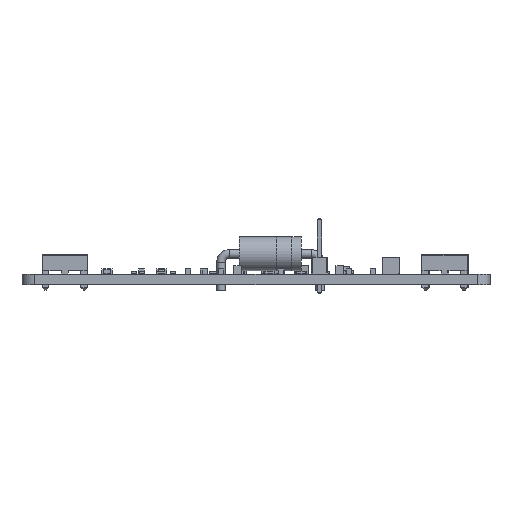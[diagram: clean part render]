
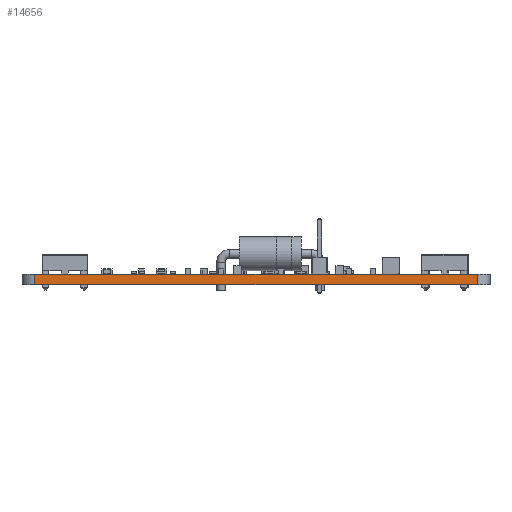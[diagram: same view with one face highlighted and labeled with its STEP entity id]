
A CAD part, front view. The second image highlights one B-rep face of the part: STEP entity #14656.
In plain terms, the highlighted planar face has unit normal (0, -1, 0).
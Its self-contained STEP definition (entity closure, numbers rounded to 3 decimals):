
#12771 = VERTEX_POINT('',#12772);
#12772 = CARTESIAN_POINT('',(109.767,-134.308,0.));
#12779 = EDGE_CURVE('',#12780,#12771,#12782,.T.);
#12780 = VERTEX_POINT('',#12781);
#12781 = CARTESIAN_POINT('',(177.776,-134.308,0.));
#12782 = LINE('',#12783,#12784);
#12783 = CARTESIAN_POINT('',(177.776,-134.308,0.));
#12784 = VECTOR('',#12785,1.);
#12785 = DIRECTION('',(-1.,0.,0.));
#13661 = VERTEX_POINT('',#13662);
#13662 = CARTESIAN_POINT('',(109.767,-134.308,1.6));
#13669 = EDGE_CURVE('',#13670,#13661,#13672,.T.);
#13670 = VERTEX_POINT('',#13671);
#13671 = CARTESIAN_POINT('',(177.776,-134.308,1.6));
#13672 = LINE('',#13673,#13674);
#13673 = CARTESIAN_POINT('',(177.776,-134.308,1.6));
#13674 = VECTOR('',#13675,1.);
#13675 = DIRECTION('',(-1.,0.,0.));
#14628 = EDGE_CURVE('',#12780,#13670,#14629,.T.);
#14629 = LINE('',#14630,#14631);
#14630 = CARTESIAN_POINT('',(177.776,-134.308,0.));
#14631 = VECTOR('',#14632,1.);
#14632 = DIRECTION('',(0.,0.,1.));
#14656 = ADVANCED_FACE('',(#14657),#14668,.T.);
#14657 = FACE_BOUND('',#14658,.T.);
#14658 = EDGE_LOOP('',(#14659,#14660,#14661,#14667));
#14659 = ORIENTED_EDGE('',*,*,#14628,.T.);
#14660 = ORIENTED_EDGE('',*,*,#13669,.T.);
#14661 = ORIENTED_EDGE('',*,*,#14662,.F.);
#14662 = EDGE_CURVE('',#12771,#13661,#14663,.T.);
#14663 = LINE('',#14664,#14665);
#14664 = CARTESIAN_POINT('',(109.767,-134.308,0.));
#14665 = VECTOR('',#14666,1.);
#14666 = DIRECTION('',(0.,0.,1.));
#14667 = ORIENTED_EDGE('',*,*,#12779,.F.);
#14668 = PLANE('',#14669);
#14669 = AXIS2_PLACEMENT_3D('',#14670,#14671,#14672);
#14670 = CARTESIAN_POINT('',(177.776,-134.308,0.));
#14671 = DIRECTION('',(0.,-1.,0.));
#14672 = DIRECTION('',(-1.,0.,0.));
